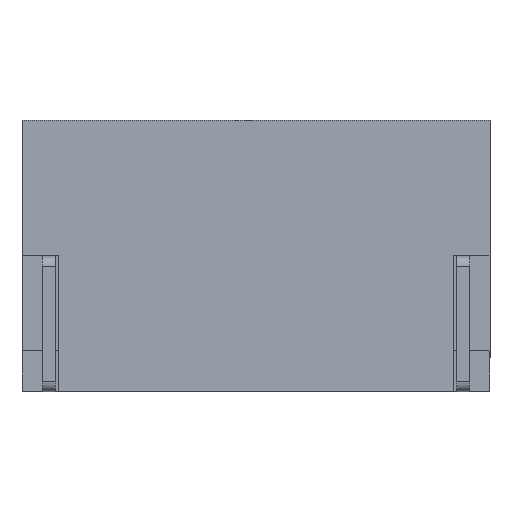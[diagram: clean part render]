
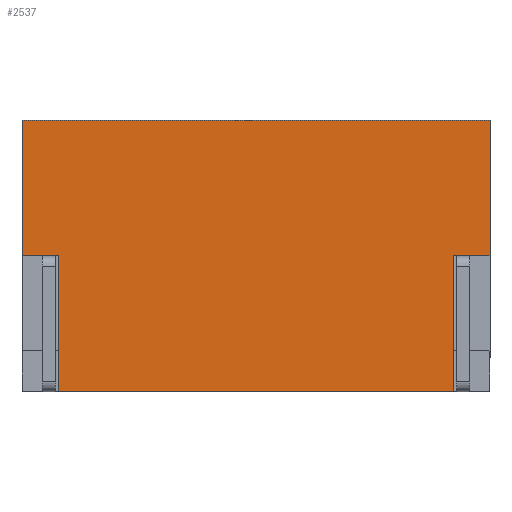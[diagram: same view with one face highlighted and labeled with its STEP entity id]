
A CAD part, front view. The second image highlights one B-rep face of the part: STEP entity #2537.
In plain terms, the highlighted planar face has unit normal (0, -1, 0).
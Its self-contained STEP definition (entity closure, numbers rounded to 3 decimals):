
#834 = DIRECTION ( 'NONE',  ( -1., 0., 0. ) ) ;
#875 = VECTOR ( 'NONE', #11191, 1000. ) ;
#994 = DIRECTION ( 'NONE',  ( -1., 0., 0. ) ) ;
#1017 = CARTESIAN_POINT ( 'NONE',  ( 4.2, -3.187, 0. ) ) ;
#1110 = LINE ( 'NONE', #6198, #10732 ) ;
#1253 = VERTEX_POINT ( 'NONE', #11863 ) ;
#1466 = DIRECTION ( 'NONE',  ( 0., 0., 1. ) ) ;
#1474 = LINE ( 'NONE', #22359, #20502 ) ;
#1964 = EDGE_CURVE ( 'NONE', #12076, #1253, #11423, .T. ) ;
#2537 = ADVANCED_FACE ( 'NONE', ( #3362 ), #18870, .T. ) ;
#2889 = ORIENTED_EDGE ( 'NONE', *, *, #7307, .F. ) ;
#3246 = DIRECTION ( 'NONE',  ( 1., 0., 0. ) ) ;
#3256 = VERTEX_POINT ( 'NONE', #13388 ) ;
#3362 = FACE_OUTER_BOUND ( 'NONE', #8233, .T. ) ;
#4065 = LINE ( 'NONE', #9659, #17367 ) ;
#4209 = VECTOR ( 'NONE', #22329, 1000. ) ;
#6198 = CARTESIAN_POINT ( 'NONE',  ( -2.25, -3.188, 4.05 ) ) ;
#6430 = LINE ( 'NONE', #8093, #875 ) ;
#6759 = VERTEX_POINT ( 'NONE', #13456 ) ;
#7103 = VECTOR ( 'NONE', #994, 1000. ) ;
#7188 = VERTEX_POINT ( 'NONE', #9141 ) ;
#7307 = EDGE_CURVE ( 'NONE', #21732, #7539, #14938, .T. ) ;
#7539 = VERTEX_POINT ( 'NONE', #16515 ) ;
#7722 = AXIS2_PLACEMENT_3D ( 'NONE', #18966, #15433, #3246 ) ;
#8093 = CARTESIAN_POINT ( 'NONE',  ( -1.7, -3.187, 0. ) ) ;
#8233 = EDGE_LOOP ( 'NONE', ( #22408, #14160, #2889, #18508, #18221, #17484, #18434, #11921 ) ) ;
#8317 = LINE ( 'NONE', #9816, #4209 ) ;
#9141 = CARTESIAN_POINT ( 'NONE',  ( -2.25, -3.188, 4.05 ) ) ;
#9269 = VECTOR ( 'NONE', #1466, 1000. ) ;
#9659 = CARTESIAN_POINT ( 'NONE',  ( 4.75, -3.187, 4.05 ) ) ;
#9795 = EDGE_CURVE ( 'NONE', #6759, #3256, #1474, .T. ) ;
#9816 = CARTESIAN_POINT ( 'NONE',  ( 4.2, -3.187, 2.025 ) ) ;
#10156 = LINE ( 'NONE', #15349, #7103 ) ;
#10284 = DIRECTION ( 'NONE',  ( -1., 0., 0. ) ) ;
#10732 = VECTOR ( 'NONE', #16291, 1000. ) ;
#11191 = DIRECTION ( 'NONE',  ( 0., 0., 1. ) ) ;
#11423 = LINE ( 'NONE', #1017, #9269 ) ;
#11863 = CARTESIAN_POINT ( 'NONE',  ( 4.2, -3.187, 2.025 ) ) ;
#11921 = ORIENTED_EDGE ( 'NONE', *, *, #21244, .F. ) ;
#12071 = VECTOR ( 'NONE', #18361, 1000. ) ;
#12076 = VERTEX_POINT ( 'NONE', #18860 ) ;
#12923 = CARTESIAN_POINT ( 'NONE',  ( 4.75, -3.187, 4.05 ) ) ;
#13388 = CARTESIAN_POINT ( 'NONE',  ( -2.25, -3.187, 2.025 ) ) ;
#13456 = CARTESIAN_POINT ( 'NONE',  ( -1.7, -3.187, 2.025 ) ) ;
#14160 = ORIENTED_EDGE ( 'NONE', *, *, #21985, .T. ) ;
#14938 = LINE ( 'NONE', #21803, #12071 ) ;
#15349 = CARTESIAN_POINT ( 'NONE',  ( 4.75, -3.187, 0. ) ) ;
#15433 = DIRECTION ( 'NONE',  ( 0., -1., 0. ) ) ;
#16291 = DIRECTION ( 'NONE',  ( 0., 0., -1. ) ) ;
#16515 = CARTESIAN_POINT ( 'NONE',  ( 4.75, -3.187, 2.025 ) ) ;
#16871 = VERTEX_POINT ( 'NONE', #20028 ) ;
#17367 = VECTOR ( 'NONE', #834, 1000. ) ;
#17484 = ORIENTED_EDGE ( 'NONE', *, *, #9795, .F. ) ;
#18221 = ORIENTED_EDGE ( 'NONE', *, *, #18574, .T. ) ;
#18361 = DIRECTION ( 'NONE',  ( 0., 0., -1. ) ) ;
#18434 = ORIENTED_EDGE ( 'NONE', *, *, #18589, .F. ) ;
#18508 = ORIENTED_EDGE ( 'NONE', *, *, #19977, .T. ) ;
#18574 = EDGE_CURVE ( 'NONE', #7188, #3256, #1110, .T. ) ;
#18589 = EDGE_CURVE ( 'NONE', #16871, #6759, #6430, .T. ) ;
#18860 = CARTESIAN_POINT ( 'NONE',  ( 4.2, -3.187, 0. ) ) ;
#18870 = PLANE ( 'NONE',  #7722 ) ;
#18966 = CARTESIAN_POINT ( 'NONE',  ( 4.75, -3.187, 4.05 ) ) ;
#19977 = EDGE_CURVE ( 'NONE', #21732, #7188, #4065, .T. ) ;
#20028 = CARTESIAN_POINT ( 'NONE',  ( -1.7, -3.187, 0. ) ) ;
#20502 = VECTOR ( 'NONE', #10284, 1000. ) ;
#21244 = EDGE_CURVE ( 'NONE', #12076, #16871, #10156, .T. ) ;
#21732 = VERTEX_POINT ( 'NONE', #12923 ) ;
#21803 = CARTESIAN_POINT ( 'NONE',  ( 4.75, -3.187, 4.05 ) ) ;
#21985 = EDGE_CURVE ( 'NONE', #1253, #7539, #8317, .T. ) ;
#22329 = DIRECTION ( 'NONE',  ( 1., 0., 0. ) ) ;
#22359 = CARTESIAN_POINT ( 'NONE',  ( -1.7, -3.187, 2.025 ) ) ;
#22408 = ORIENTED_EDGE ( 'NONE', *, *, #1964, .T. ) ;
